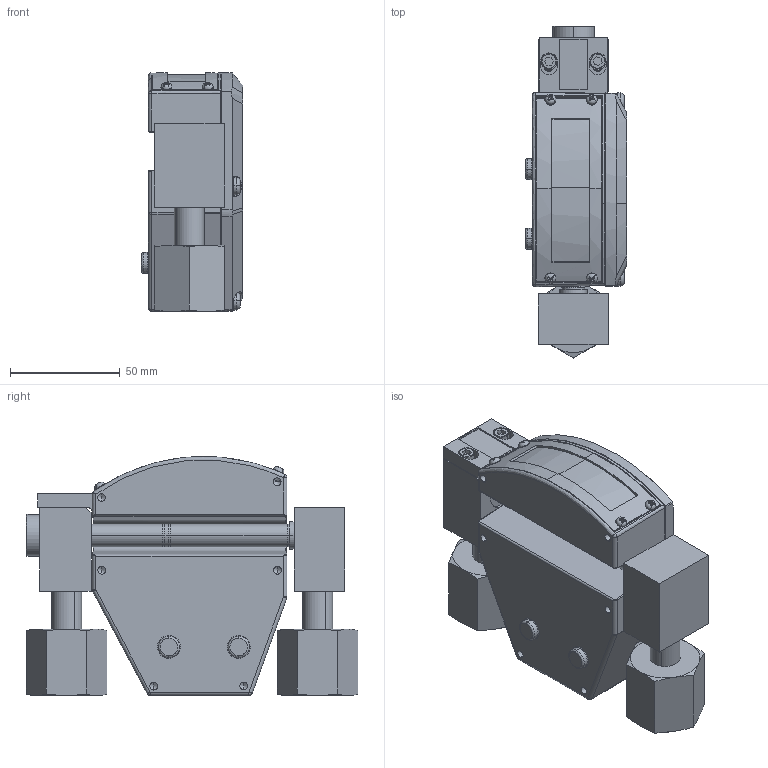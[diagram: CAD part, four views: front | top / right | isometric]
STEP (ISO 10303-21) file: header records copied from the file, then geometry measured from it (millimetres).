
FILE_DESCRIPTION (( 'STEP AP203' ), '1' );
FILE_NAME ('3750C-A-6-A-A-A-0.STEP', '2019-10-03T13:58:57', ( '' ), ( '' ), 'SwSTEP 2.0', 'SolidWorks 2019', '' );
FILE_SCHEMA (( 'CONFIG_CONTROL_DESIGN' ));
Length unit declared in the file: inch
Products named in the file (2): 3750C-A-6-A-A-A-0
Bounding box: 46.05 x 151.05 x 108.86 mm (x, y, z)
Volume: 196968.2 mm3; surface area: 118561.8 mm2
Topology: 24 solids, 24 shells, 1156 faces, 2918 edges, 1820 vertices
Faces by surface type: plane 426, cylinder 331, cone 197, bspline 194, torus 8
Entity records: 41831 total; most frequent: CARTESIAN_POINT 15986, ORIENTED_EDGE 5728, DIRECTION 4854, EDGE_CURVE 2864, VERTEX_POINT 1820, AXIS2_PLACEMENT_3D 1813, EDGE_LOOP 1254, LINE 1228
